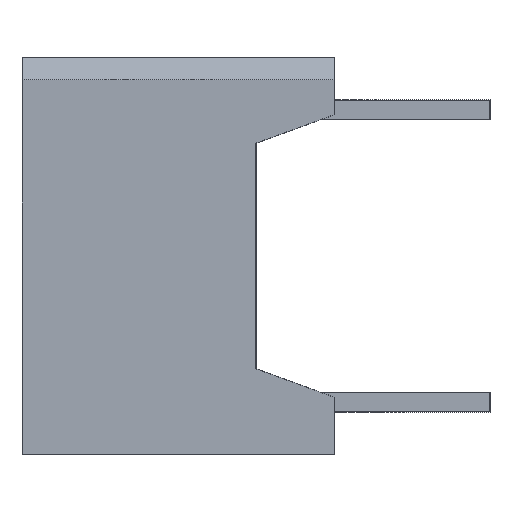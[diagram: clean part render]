
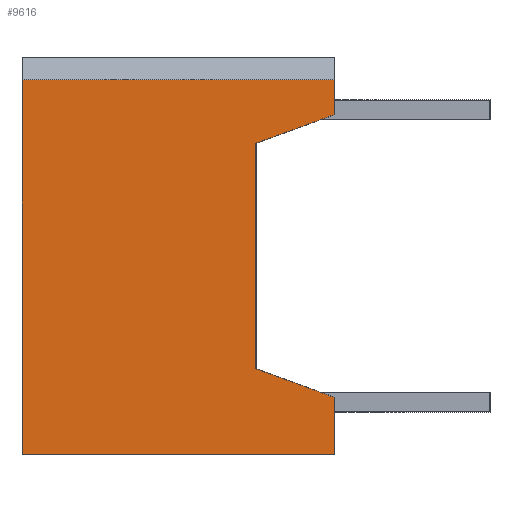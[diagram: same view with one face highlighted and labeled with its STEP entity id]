
A CAD part, left-side view. The second image highlights one B-rep face of the part: STEP entity #9616.
In plain terms, the highlighted planar face has unit normal (-1, 0, 0).
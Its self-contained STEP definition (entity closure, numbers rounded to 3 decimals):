
#2542 = CARTESIAN_POINT ( 'NONE',  ( -12.7, -8., 3.62 ) ) ;
#2543 = DIRECTION ( 'NONE',  ( 0., 0., 1. ) ) ;
#2544 = VECTOR ( 'NONE', #2543, 1000. ) ;
#2545 = CARTESIAN_POINT ( 'NONE',  ( -12.7, -8., 0. ) ) ;
#2546 = LINE ( 'NONE', #2545, #2544 ) ;
#2547 = CARTESIAN_POINT ( 'NONE',  ( -12.7, -8., 4.514 ) ) ;
#2624 = DIRECTION ( 'NONE',  ( 0., 0., 1. ) ) ;
#2625 = VECTOR ( 'NONE', #2624, 1000. ) ;
#2626 = CARTESIAN_POINT ( 'NONE',  ( -12.7, -8., 0. ) ) ;
#2627 = LINE ( 'NONE', #2626, #2625 ) ;
#2676 = DIRECTION ( 'NONE',  ( 0., 1., 0. ) ) ;
#2677 = VECTOR ( 'NONE', #2676, 1000. ) ;
#2678 = CARTESIAN_POINT ( 'NONE',  ( -12.7, -8., -5.08 ) ) ;
#2679 = LINE ( 'NONE', #2678, #2677 ) ;
#2680 = CARTESIAN_POINT ( 'NONE',  ( -12.7, -8., -5.08 ) ) ;
#2799 = FACE_OUTER_BOUND ( 'NONE', #9617, .T. ) ;
#2825 = DIRECTION ( 'NONE',  ( 0., 1., 0. ) ) ;
#2826 = VECTOR ( 'NONE', #2825, 1000. ) ;
#2827 = CARTESIAN_POINT ( 'NONE',  ( -12.7, -8., 4.514 ) ) ;
#2829 = LINE ( 'NONE', #2827, #2826 ) ;
#2830 = DIRECTION ( 'NONE',  ( 0., -0.94, 0.342 ) ) ;
#2831 = VECTOR ( 'NONE', #2830, 1000. ) ;
#2832 = CARTESIAN_POINT ( 'NONE',  ( -12.7, -12.311, 5.189 ) ) ;
#2833 = DIRECTION ( 'NONE',  ( 0., 0., 1. ) ) ;
#2834 = DIRECTION ( 'NONE',  ( -1., 0., 0. ) ) ;
#2835 = CARTESIAN_POINT ( 'NONE',  ( -12.7, -8., 0. ) ) ;
#2836 = AXIS2_PLACEMENT_3D ( 'NONE', #2835, #2834, #2833 ) ;
#2837 = LINE ( 'NONE', #2832, #2831 ) ;
#2838 = PLANE ( 'NONE',  #2836 ) ;
#8274 = VERTEX_POINT ( 'NONE', #23878 ) ;
#8320 = VERTEX_POINT ( 'NONE', #23959 ) ;
#8328 = EDGE_CURVE ( 'NONE', #8274, #8320, #24010, .T. ) ;
#8347 = VERTEX_POINT ( 'NONE', #24051 ) ;
#8355 = EDGE_CURVE ( 'NONE', #8347, #8274, #24044, .T. ) ;
#8611 = EDGE_CURVE ( 'NONE', #8613, #8638, #24307, .T. ) ;
#8613 = VERTEX_POINT ( 'NONE', #24303 ) ;
#8638 = VERTEX_POINT ( 'NONE', #24344 ) ;
#8777 = ORIENTED_EDGE ( 'NONE', *, *, #8328, .T. ) ;
#9437 = VERTEX_POINT ( 'NONE', #2547 ) ;
#9439 = EDGE_CURVE ( 'NONE', #9440, #9437, #2546, .T. ) ;
#9440 = VERTEX_POINT ( 'NONE', #2542 ) ;
#9495 = EDGE_CURVE ( 'NONE', #9531, #8347, #2627, .T. ) ;
#9531 = VERTEX_POINT ( 'NONE', #2680 ) ;
#9535 = EDGE_CURVE ( 'NONE', #9531, #8613, #2679, .T. ) ;
#9616 = ADVANCED_FACE ( 'NONE', ( #2799 ), #2838, .T. ) ;
#9617 = EDGE_LOOP ( 'NONE', ( #9618, #9620, #9621, #9623, #9625, #9626, #9627, #8777 ) ) ;
#9618 = ORIENTED_EDGE ( 'NONE', *, *, #9619, .T. ) ;
#9619 = EDGE_CURVE ( 'NONE', #8320, #9440, #2837, .T. ) ;
#9620 = ORIENTED_EDGE ( 'NONE', *, *, #9439, .T. ) ;
#9621 = ORIENTED_EDGE ( 'NONE', *, *, #9622, .T. ) ;
#9622 = EDGE_CURVE ( 'NONE', #9437, #8638, #2829, .T. ) ;
#9623 = ORIENTED_EDGE ( 'NONE', *, *, #8611, .F. ) ;
#9625 = ORIENTED_EDGE ( 'NONE', *, *, #9535, .F. ) ;
#9626 = ORIENTED_EDGE ( 'NONE', *, *, #9495, .T. ) ;
#9627 = ORIENTED_EDGE ( 'NONE', *, *, #8355, .T. ) ;
#23878 = CARTESIAN_POINT ( 'NONE',  ( -12.7, -6., -2.892 ) ) ;
#23959 = CARTESIAN_POINT ( 'NONE',  ( -12.7, -6., 2.892 ) ) ;
#24007 = DIRECTION ( 'NONE',  ( 0., 0., 1. ) ) ;
#24008 = VECTOR ( 'NONE', #24007, 1000. ) ;
#24009 = CARTESIAN_POINT ( 'NONE',  ( -12.7, -6., 0. ) ) ;
#24010 = LINE ( 'NONE', #24009, #24008 ) ;
#24041 = DIRECTION ( 'NONE',  ( 0., 0.94, 0.342 ) ) ;
#24042 = VECTOR ( 'NONE', #24041, 1000. ) ;
#24043 = CARTESIAN_POINT ( 'NONE',  ( -12.7, -12.311, -5.189 ) ) ;
#24044 = LINE ( 'NONE', #24043, #24042 ) ;
#24051 = CARTESIAN_POINT ( 'NONE',  ( -12.7, -8., -3.62 ) ) ;
#24303 = CARTESIAN_POINT ( 'NONE',  ( -12.7, 0., -5.08 ) ) ;
#24304 = DIRECTION ( 'NONE',  ( 0., 0., 1. ) ) ;
#24305 = VECTOR ( 'NONE', #24304, 1000. ) ;
#24306 = CARTESIAN_POINT ( 'NONE',  ( -12.7, 0., 0. ) ) ;
#24307 = LINE ( 'NONE', #24306, #24305 ) ;
#24344 = CARTESIAN_POINT ( 'NONE',  ( -12.7, 0., 4.514 ) ) ;
